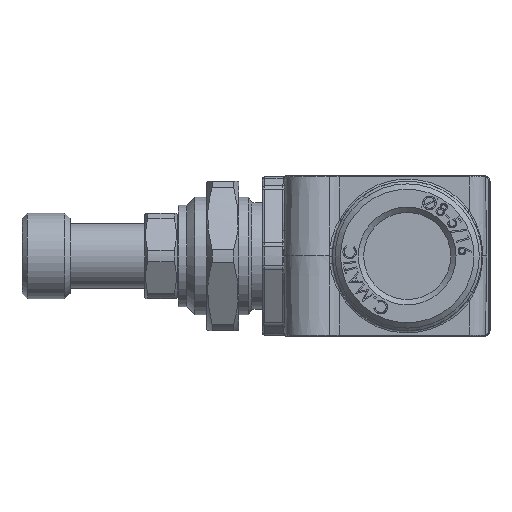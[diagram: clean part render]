
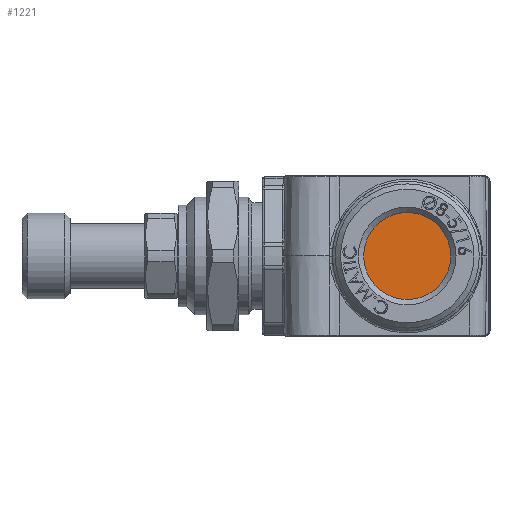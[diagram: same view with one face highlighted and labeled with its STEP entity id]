
A CAD part, left-side view. The second image highlights one B-rep face of the part: STEP entity #1221.
In plain terms, the highlighted planar face has unit normal (-1, 0, 0).
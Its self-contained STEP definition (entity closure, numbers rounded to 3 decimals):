
#1221 = ADVANCED_FACE( 'NONE', ( #3394 ), #3395, .F. );
#3394 = FACE_OUTER_BOUND( '', #29165, .T. );
#3395 = PLANE( '', #29166 );
#29165 = EDGE_LOOP( '', ( #36909 ) );
#29166 = AXIS2_PLACEMENT_3D( '', #36910, #36911, #36912 );
#36909 = ORIENTED_EDGE( '', *, *, #39755, .T. );
#36910 = CARTESIAN_POINT( '', ( -7.6, 11.825, 0. ) );
#36911 = DIRECTION( '', ( 1., 0., 0. ) );
#36912 = DIRECTION( '', ( 0., 1., 0. ) );
#39755 = EDGE_CURVE( '', #44030, #44030, #44031, .T. );
#44030 = VERTEX_POINT( '', #61126 );
#44031 = CIRCLE( '', #61127, 4.075 );
#61126 = CARTESIAN_POINT( '', ( -7.6, 3.675, 0. ) );
#61127 = AXIS2_PLACEMENT_3D( '', #61436, #61437, #61438 );
#61436 = CARTESIAN_POINT( '', ( -7.6, 7.75, 0. ) );
#61437 = DIRECTION( '', ( -1., 0., 0. ) );
#61438 = DIRECTION( '', ( 0., -1., 0. ) );
